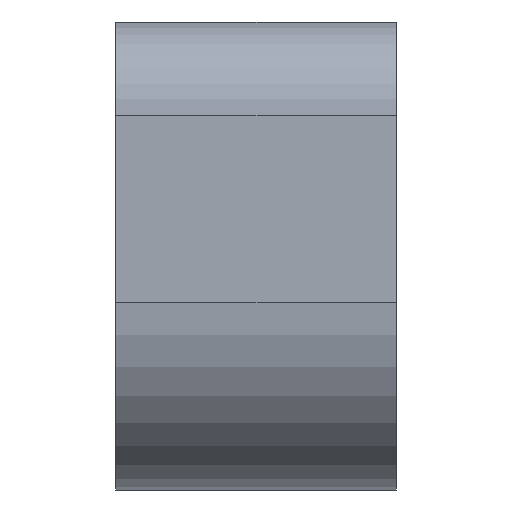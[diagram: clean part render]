
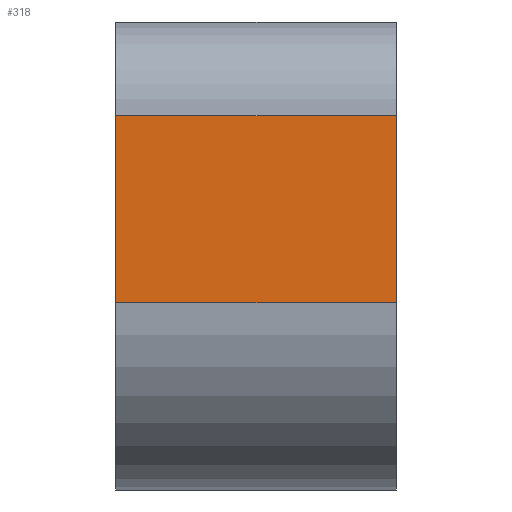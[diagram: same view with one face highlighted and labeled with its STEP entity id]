
A CAD part, left-side view. The second image highlights one B-rep face of the part: STEP entity #318.
In plain terms, the highlighted planar face has unit normal (-1, 0, 0).
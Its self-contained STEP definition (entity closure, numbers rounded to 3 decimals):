
#199=CARTESIAN_POINT('',(-25.7,0.,3.));
#200=VERTEX_POINT('',#199);
#208=CARTESIAN_POINT('',(-25.7,0.,-1.));
#209=VERTEX_POINT('',#208);
#210=CARTESIAN_POINT('',(-25.7,0.,3.));
#211=DIRECTION('',(0.,0.,-1.));
#212=VECTOR('',#211,4.);
#213=LINE('',#210,#212);
#214=EDGE_CURVE('',#200,#209,#213,.T.);
#288=CARTESIAN_POINT('',(-25.7,6.,0.));
#289=DIRECTION('',(-1.,0.,0.));
#290=DIRECTION('',(0.,0.,1.));
#291=AXIS2_PLACEMENT_3D('',#288,#289,#290);
#292=PLANE('',#291);
#293=ORIENTED_EDGE('',*,*,#214,.F.);
#294=CARTESIAN_POINT('',(-25.7,6.,3.));
#295=VERTEX_POINT('',#294);
#296=CARTESIAN_POINT('',(-25.7,0.,3.));
#297=DIRECTION('',(-0.,1.,-0.));
#298=VECTOR('',#297,6.);
#299=LINE('',#296,#298);
#300=EDGE_CURVE('',#200,#295,#299,.T.);
#301=ORIENTED_EDGE('',*,*,#300,.T.);
#302=CARTESIAN_POINT('',(-25.7,6.,-1.));
#303=VERTEX_POINT('',#302);
#304=CARTESIAN_POINT('',(-25.7,6.,3.));
#305=DIRECTION('',(0.,0.,-1.));
#306=VECTOR('',#305,4.);
#307=LINE('',#304,#306);
#308=EDGE_CURVE('',#295,#303,#307,.T.);
#309=ORIENTED_EDGE('',*,*,#308,.T.);
#310=CARTESIAN_POINT('',(-25.7,6.,-1.));
#311=DIRECTION('',(0.,-1.,0.));
#312=VECTOR('',#311,6.);
#313=LINE('',#310,#312);
#314=EDGE_CURVE('',#303,#209,#313,.T.);
#315=ORIENTED_EDGE('',*,*,#314,.T.);
#316=EDGE_LOOP('',(#293,#301,#309,#315));
#317=FACE_BOUND('',#316,.T.);
#318=ADVANCED_FACE('',(#317),#292,.T.);
